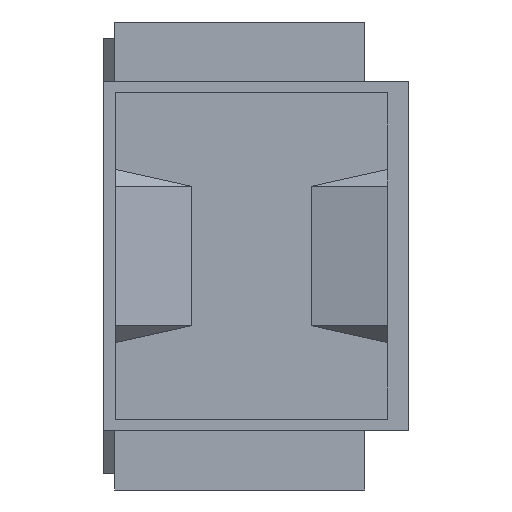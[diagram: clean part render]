
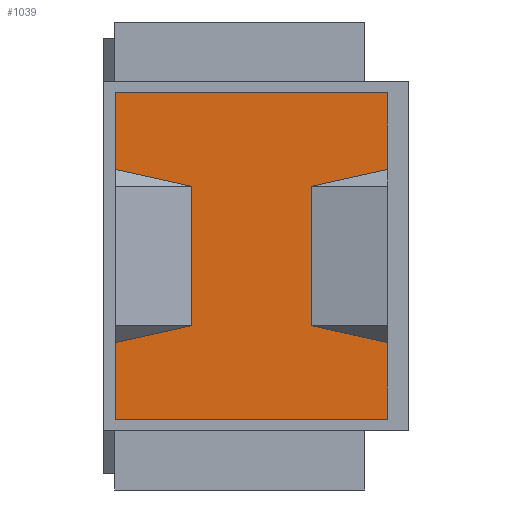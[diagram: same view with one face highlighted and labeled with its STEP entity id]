
A CAD part, left-side view. The second image highlights one B-rep face of the part: STEP entity #1039.
In plain terms, the highlighted face is planar.
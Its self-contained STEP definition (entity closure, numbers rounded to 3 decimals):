
#103 = CARTESIAN_POINT ( 'NONE',  ( -2.75, 4., 1.2 ) ) ;
#137 = VECTOR ( 'NONE', #1476, 1000. ) ;
#162 = VERTEX_POINT ( 'NONE', #2188 ) ;
#166 = VERTEX_POINT ( 'NONE', #1892 ) ;
#186 = CARTESIAN_POINT ( 'NONE',  ( -6.25, 7.5, 1.2 ) ) ;
#243 = CARTESIAN_POINT ( 'NONE',  ( -8.096, -0.783, 1.2 ) ) ;
#252 = CARTESIAN_POINT ( 'NONE',  ( 2.75, 3.2, 1.2 ) ) ;
#260 = DIRECTION ( 'NONE',  ( -1., 0., 0. ) ) ;
#314 = DIRECTION ( 'NONE',  ( 0., -1., 0. ) ) ;
#344 = VECTOR ( 'NONE', #370, 1000. ) ;
#348 = DIRECTION ( 'NONE',  ( -0.976, 0.217, 0. ) ) ;
#362 = VERTEX_POINT ( 'NONE', #186 ) ;
#370 = DIRECTION ( 'NONE',  ( 0., -1., 0. ) ) ;
#438 = EDGE_CURVE ( 'NONE', #2163, #1183, #2565, .T. ) ;
#469 = DIRECTION ( 'NONE',  ( 0., -1., 0. ) ) ;
#499 = EDGE_LOOP ( 'NONE', ( #3166, #755, #1494, #1699, #950, #3197, #1950, #3347, #727, #2770, #764, #2802 ) ) ;
#500 = DIRECTION ( 'NONE',  ( 0.976, -0.217, 0. ) ) ;
#525 = CARTESIAN_POINT ( 'NONE',  ( -6.25, -7.5, 1.2 ) ) ;
#670 = LINE ( 'NONE', #1166, #1207 ) ;
#692 = CARTESIAN_POINT ( 'NONE',  ( -6.25, -7.5, 1.2 ) ) ;
#719 = EDGE_CURVE ( 'NONE', #2163, #166, #3331, .T. ) ;
#721 = LINE ( 'NONE', #3314, #3263 ) ;
#727 = ORIENTED_EDGE ( 'NONE', *, *, #438, .F. ) ;
#755 = ORIENTED_EDGE ( 'NONE', *, *, #2653, .T. ) ;
#764 = ORIENTED_EDGE ( 'NONE', *, *, #1838, .T. ) ;
#794 = PLANE ( 'NONE',  #1999 ) ;
#818 = CARTESIAN_POINT ( 'NONE',  ( -6.997, 4.146, 1.2 ) ) ;
#833 = VERTEX_POINT ( 'NONE', #2699 ) ;
#887 = CARTESIAN_POINT ( 'NONE',  ( 2.75, -3.2, 1.2 ) ) ;
#896 = VERTEX_POINT ( 'NONE', #3082 ) ;
#907 = CARTESIAN_POINT ( 'NONE',  ( -2.75, 3.2, 1.2 ) ) ;
#932 = EDGE_CURVE ( 'NONE', #1321, #1387, #1002, .T. ) ;
#937 = DIRECTION ( 'NONE',  ( 0., 0., -1. ) ) ;
#950 = ORIENTED_EDGE ( 'NONE', *, *, #1275, .T. ) ;
#1002 = LINE ( 'NONE', #103, #1933 ) ;
#1039 = ADVANCED_FACE ( 'NONE', ( #2139 ), #794, .F. ) ;
#1166 = CARTESIAN_POINT ( 'NONE',  ( -3.813, -3.437, 1.2 ) ) ;
#1176 = DIRECTION ( 'NONE',  ( -0.976, -0.217, 0. ) ) ;
#1183 = VERTEX_POINT ( 'NONE', #887 ) ;
#1207 = VECTOR ( 'NONE', #1176, 1000. ) ;
#1260 = CARTESIAN_POINT ( 'NONE',  ( -6.25, 3.98, 1.2 ) ) ;
#1266 = LINE ( 'NONE', #818, #1725 ) ;
#1275 = EDGE_CURVE ( 'NONE', #896, #162, #2227, .T. ) ;
#1321 = VERTEX_POINT ( 'NONE', #907 ) ;
#1350 = LINE ( 'NONE', #692, #2964 ) ;
#1387 = VERTEX_POINT ( 'NONE', #1624 ) ;
#1476 = DIRECTION ( 'NONE',  ( 0., 1., 0. ) ) ;
#1494 = ORIENTED_EDGE ( 'NONE', *, *, #932, .T. ) ;
#1624 = CARTESIAN_POINT ( 'NONE',  ( -2.75, -3.2, 1.2 ) ) ;
#1678 = VECTOR ( 'NONE', #314, 1000. ) ;
#1699 = ORIENTED_EDGE ( 'NONE', *, *, #2036, .T. ) ;
#1725 = VECTOR ( 'NONE', #500, 1000. ) ;
#1736 = EDGE_CURVE ( 'NONE', #1927, #362, #721, .T. ) ;
#1749 = CARTESIAN_POINT ( 'NONE',  ( 6.25, -7.5, 1.2 ) ) ;
#1838 = EDGE_CURVE ( 'NONE', #166, #1927, #2143, .T. ) ;
#1892 = CARTESIAN_POINT ( 'NONE',  ( 6.25, 3.98, 1.2 ) ) ;
#1927 = VERTEX_POINT ( 'NONE', #1945 ) ;
#1933 = VECTOR ( 'NONE', #2265, 1000. ) ;
#1945 = CARTESIAN_POINT ( 'NONE',  ( 6.25, 7.5, 1.2 ) ) ;
#1950 = ORIENTED_EDGE ( 'NONE', *, *, #2293, .T. ) ;
#1999 = AXIS2_PLACEMENT_3D ( 'NONE', #2771, #937, #260 ) ;
#2036 = EDGE_CURVE ( 'NONE', #1387, #896, #670, .T. ) ;
#2139 = FACE_OUTER_BOUND ( 'NONE', #499, .T. ) ;
#2143 = LINE ( 'NONE', #2704, #2408 ) ;
#2163 = VERTEX_POINT ( 'NONE', #252 ) ;
#2188 = CARTESIAN_POINT ( 'NONE',  ( -6.25, -7.5, 1.2 ) ) ;
#2227 = LINE ( 'NONE', #525, #344 ) ;
#2265 = DIRECTION ( 'NONE',  ( 0., -1., 0. ) ) ;
#2293 = EDGE_CURVE ( 'NONE', #2374, #833, #3379, .T. ) ;
#2297 = EDGE_CURVE ( 'NONE', #162, #2374, #1350, .T. ) ;
#2308 = DIRECTION ( 'NONE',  ( 1., 0., 0. ) ) ;
#2362 = CARTESIAN_POINT ( 'NONE',  ( 2.75, 4., 1.2 ) ) ;
#2374 = VERTEX_POINT ( 'NONE', #3392 ) ;
#2375 = CARTESIAN_POINT ( 'NONE',  ( -4.911, 1.493, 1.2 ) ) ;
#2393 = LINE ( 'NONE', #243, #3384 ) ;
#2408 = VECTOR ( 'NONE', #2655, 1000. ) ;
#2551 = VECTOR ( 'NONE', #2633, 1000. ) ;
#2565 = LINE ( 'NONE', #2362, #1678 ) ;
#2633 = DIRECTION ( 'NONE',  ( 0.976, 0.217, 0. ) ) ;
#2653 = EDGE_CURVE ( 'NONE', #2936, #1321, #1266, .T. ) ;
#2655 = DIRECTION ( 'NONE',  ( 0., 1., 0. ) ) ;
#2677 = EDGE_CURVE ( 'NONE', #833, #1183, #2393, .T. ) ;
#2699 = CARTESIAN_POINT ( 'NONE',  ( 6.25, -3.98, 1.2 ) ) ;
#2704 = CARTESIAN_POINT ( 'NONE',  ( 6.25, -7.5, 1.2 ) ) ;
#2770 = ORIENTED_EDGE ( 'NONE', *, *, #719, .T. ) ;
#2771 = CARTESIAN_POINT ( 'NONE',  ( -6.25, 7.5, 1.2 ) ) ;
#2802 = ORIENTED_EDGE ( 'NONE', *, *, #1736, .T. ) ;
#2936 = VERTEX_POINT ( 'NONE', #1260 ) ;
#2964 = VECTOR ( 'NONE', #2308, 1000. ) ;
#3056 = EDGE_CURVE ( 'NONE', #362, #2936, #3251, .T. ) ;
#3082 = CARTESIAN_POINT ( 'NONE',  ( -6.25, -3.98, 1.2 ) ) ;
#3166 = ORIENTED_EDGE ( 'NONE', *, *, #3056, .T. ) ;
#3168 = VECTOR ( 'NONE', #469, 1000. ) ;
#3197 = ORIENTED_EDGE ( 'NONE', *, *, #2297, .T. ) ;
#3212 = DIRECTION ( 'NONE',  ( -1., 0., 0. ) ) ;
#3251 = LINE ( 'NONE', #3409, #3168 ) ;
#3263 = VECTOR ( 'NONE', #3212, 1000. ) ;
#3314 = CARTESIAN_POINT ( 'NONE',  ( -6.25, 7.5, 1.2 ) ) ;
#3331 = LINE ( 'NONE', #2375, #2551 ) ;
#3347 = ORIENTED_EDGE ( 'NONE', *, *, #2677, .T. ) ;
#3379 = LINE ( 'NONE', #1749, #137 ) ;
#3384 = VECTOR ( 'NONE', #348, 1000. ) ;
#3392 = CARTESIAN_POINT ( 'NONE',  ( 6.25, -7.5, 1.2 ) ) ;
#3409 = CARTESIAN_POINT ( 'NONE',  ( -6.25, -7.5, 1.2 ) ) ;
